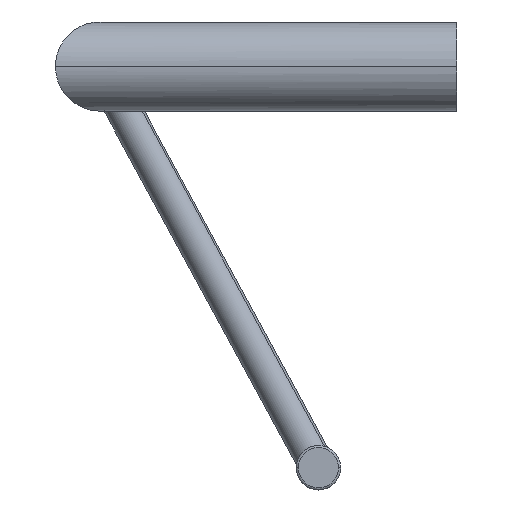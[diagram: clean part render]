
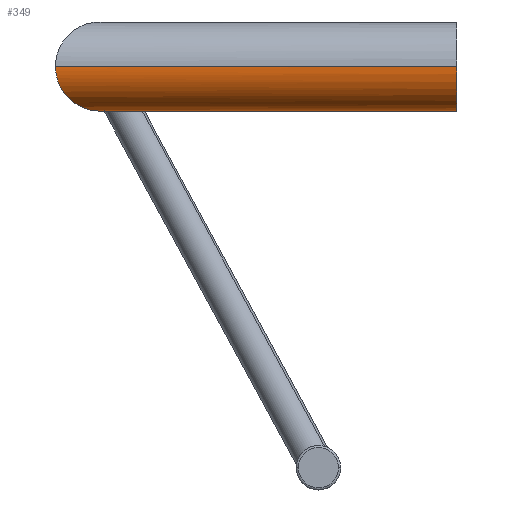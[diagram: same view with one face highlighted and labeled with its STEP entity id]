
A CAD part, left-side view. The second image highlights one B-rep face of the part: STEP entity #349.
In plain terms, the highlighted cylindrical face has radius 10 mm (diameter 20 mm), a partial arc.
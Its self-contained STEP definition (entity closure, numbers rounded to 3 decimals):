
#52=CARTESIAN_POINT('Vertex',(-290.,70.,0.)) ;
#58=CARTESIAN_POINT('Control Point',(-290.,70.,0.)) ;
#59=CARTESIAN_POINT('Control Point',(-290.,70.,-1.15)) ;
#60=CARTESIAN_POINT('Control Point',(-290.165,70.165,-2.3)) ;
#61=CARTESIAN_POINT('Control Point',(-290.496,70.496,-3.381)) ;
#62=CARTESIAN_POINT('Control Point',(-291.293,71.293,-5.126)) ;
#63=CARTESIAN_POINT('Control Point',(-292.368,72.368,-6.53)) ;
#64=CARTESIAN_POINT('Control Point',(-292.882,72.882,-7.082)) ;
#65=CARTESIAN_POINT('Control Point',(-294.482,74.482,-8.515)) ;
#66=CARTESIAN_POINT('Control Point',(-296.281,76.281,-9.418)) ;
#67=CARTESIAN_POINT('Control Point',(-297.507,77.507,-9.806)) ;
#68=CARTESIAN_POINT('Control Point',(-298.753,78.753,-10.)) ;
#69=CARTESIAN_POINT('Control Point',(-300.,80.,-10.)) ;
#70=CARTESIAN_POINT('Vertex',(-300.,80.,-10.)) ;
#74=CARTESIAN_POINT('Control Point',(-300.,80.,-10.)) ;
#75=CARTESIAN_POINT('Control Point',(-300.963,80.963,-10.)) ;
#76=CARTESIAN_POINT('Control Point',(-301.926,81.926,-9.884)) ;
#77=CARTESIAN_POINT('Control Point',(-302.88,82.88,-9.652)) ;
#78=CARTESIAN_POINT('Control Point',(-304.646,84.646,-8.987)) ;
#79=CARTESIAN_POINT('Control Point',(-306.288,86.288,-7.861)) ;
#80=CARTESIAN_POINT('Control Point',(-307.023,87.023,-7.222)) ;
#81=CARTESIAN_POINT('Control Point',(-308.026,88.026,-6.103)) ;
#82=CARTESIAN_POINT('Control Point',(-308.837,88.837,-4.725)) ;
#83=CARTESIAN_POINT('Control Point',(-309.076,89.076,-4.25)) ;
#84=CARTESIAN_POINT('Control Point',(-309.53,89.53,-3.173)) ;
#85=CARTESIAN_POINT('Control Point',(-309.832,89.832,-1.993)) ;
#86=CARTESIAN_POINT('Control Point',(-309.944,89.944,-1.337)) ;
#87=CARTESIAN_POINT('Control Point',(-310.,90.,-0.668)) ;
#88=CARTESIAN_POINT('Control Point',(-310.,90.,0.)) ;
#89=CARTESIAN_POINT('Vertex',(-310.,90.,0.)) ;
#318=CARTESIAN_POINT('Axis2P3D Location',(-300.,45.,0.)) ;
#323=CARTESIAN_POINT('Line Origine',(-290.,45.,0.)) ;
#327=CARTESIAN_POINT('Vertex',(-290.,0.,0.)) ;
#330=CARTESIAN_POINT('Axis2P3D Location',(-300.,0.,0.)) ;
#334=CARTESIAN_POINT('Vertex',(-310.,0.,0.)) ;
#337=CARTESIAN_POINT('Line Origine',(-310.,45.,0.)) ;
#325=VECTOR('Line Direction',#324,1.) ;
#339=VECTOR('Line Direction',#338,1.) ;
#319=DIRECTION('Axis2P3D Direction',(0.,1.,0.)) ;
#320=DIRECTION('Axis2P3D XDirection',(-1.,0.,0.)) ;
#324=DIRECTION('Vector Direction',(0.,1.,0.)) ;
#331=DIRECTION('Axis2P3D Direction',(0.,1.,0.)) ;
#338=DIRECTION('Vector Direction',(0.,1.,0.)) ;
#321=AXIS2_PLACEMENT_3D('Cylinder Axis2P3D',#318,#319,#320) ;
#332=AXIS2_PLACEMENT_3D('Circle Axis2P3D',#330,#331,$) ;
#326=LINE('Line',#323,#325) ;
#340=LINE('Line',#337,#339) ;
#333=CIRCLE('generated circle',#332,10.) ;
#322=CYLINDRICAL_SURFACE('generated cylinder',#321,10.) ;
#72=EDGE_CURVE('',#71,#53,#57,.F.) ;
#91=EDGE_CURVE('',#90,#71,#73,.F.) ;
#329=EDGE_CURVE('',#328,#53,#326,.T.) ;
#336=EDGE_CURVE('',#328,#335,#333,.T.) ;
#341=EDGE_CURVE('',#335,#90,#340,.T.) ;
#343=ORIENTED_EDGE('',*,*,#329,.F.) ;
#344=ORIENTED_EDGE('',*,*,#336,.T.) ;
#345=ORIENTED_EDGE('',*,*,#341,.T.) ;
#346=ORIENTED_EDGE('',*,*,#91,.T.) ;
#347=ORIENTED_EDGE('',*,*,#72,.T.) ;
#342=EDGE_LOOP('',(#343,#344,#345,#346,#347)) ;
#53=VERTEX_POINT('',#52) ;
#71=VERTEX_POINT('',#70) ;
#90=VERTEX_POINT('',#89) ;
#328=VERTEX_POINT('',#327) ;
#335=VERTEX_POINT('',#334) ;
#349=ADVANCED_FACE('PartBody',(#348),#322,.T.) ;
#57=B_SPLINE_CURVE_WITH_KNOTS('',5,(#58,#59,#60,#61,#62,#63,#64,#65,#66,#67,#68,#69),.UNSPECIFIED.,.F.,.U.,(6,3,3,6),(0.,8.131,14.545,27.012),.UNSPECIFIED.) ;
#73=B_SPLINE_CURVE_WITH_KNOTS('',5,(#74,#75,#76,#77,#78,#79,#80,#81,#82,#83,#84,#85,#86,#87,#88),.UNSPECIFIED.,.F.,.U.,(6,3,3,3,6),(27.012,36.644,45.188,49.293,54.019),.UNSPECIFIED.) ;
#348=FACE_OUTER_BOUND('',#342,.T.) ;
